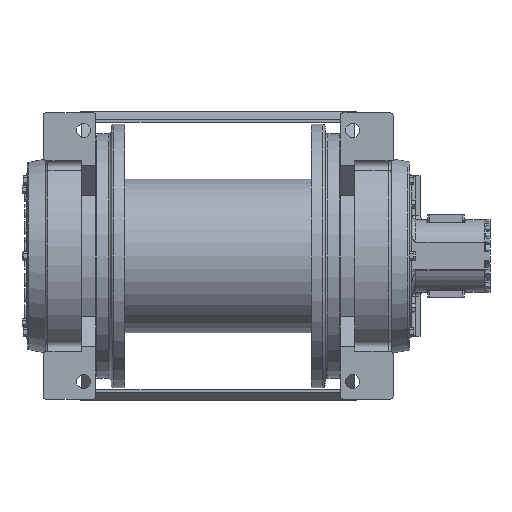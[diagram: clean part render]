
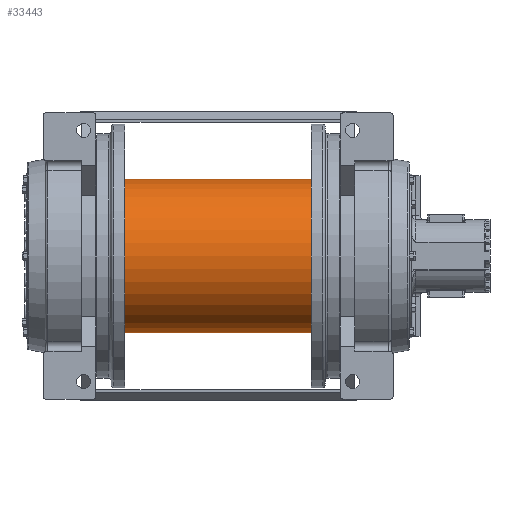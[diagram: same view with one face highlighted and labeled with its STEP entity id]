
A CAD part, front view. The second image highlights one B-rep face of the part: STEP entity #33443.
In plain terms, the highlighted cylindrical face has radius 177.8 mm (diameter 355.6 mm), a full revolution.
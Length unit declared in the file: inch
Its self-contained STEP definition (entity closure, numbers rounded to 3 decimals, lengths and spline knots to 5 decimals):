
#33412=CARTESIAN_POINT('',(-8.5,7.,0.0));
#33413=VERTEX_POINT('',#33412);
#33414=CARTESIAN_POINT('',(-8.5,0.0,0.0));
#33415=DIRECTION('',(1.0,0.0,0.0));
#33416=DIRECTION('',(0.0,1.0,0.0));
#33417=AXIS2_PLACEMENT_3D('',#33414,#33415,#33416);
#33418=CIRCLE('',#33417,7.);
#33419=EDGE_CURVE('',#33413,#33413,#33418,.T.);
#33424=CARTESIAN_POINT('',(0.0,0.0,0.0));
#33425=DIRECTION('',(1.0,0.0,0.0));
#33426=DIRECTION('',(0.0,1.0,0.0));
#33427=AXIS2_PLACEMENT_3D('',#33424,#33425,#33426);
#33428=CYLINDRICAL_SURFACE('',#33427,7.);
#33429=CARTESIAN_POINT('',(8.5,7.,0.0));
#33430=VERTEX_POINT('',#33429);
#33431=CARTESIAN_POINT('',(8.5,0.0,0.0));
#33432=DIRECTION('',(1.0,0.0,0.0));
#33433=DIRECTION('',(0.0,1.0,0.0));
#33434=AXIS2_PLACEMENT_3D('',#33431,#33432,#33433);
#33435=CIRCLE('',#33434,7.);
#33436=EDGE_CURVE('',#33430,#33430,#33435,.T.);
#33437=ORIENTED_EDGE('',*,*,#33436,.F.);
#33438=EDGE_LOOP('',(#33437));
#33439=FACE_OUTER_BOUND('',#33438,.T.);
#33440=ORIENTED_EDGE('',*,*,#33419,.T.);
#33441=EDGE_LOOP('',(#33440));
#33442=FACE_BOUND('',#33441,.T.);
#33443=ADVANCED_FACE('',(#33439,#33442),#33428,.T.);
